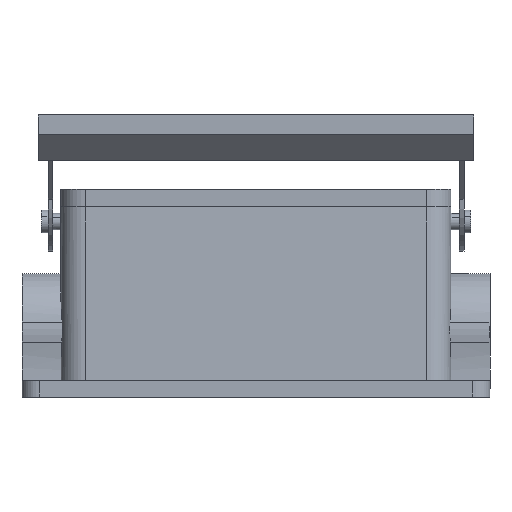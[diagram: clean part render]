
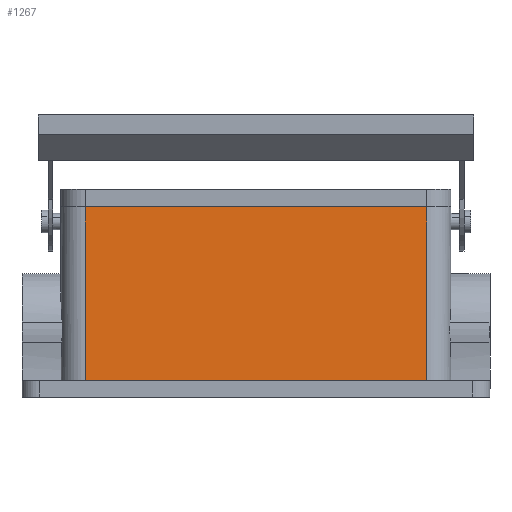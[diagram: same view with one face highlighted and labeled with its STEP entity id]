
A CAD part, left-side view. The second image highlights one B-rep face of the part: STEP entity #1267.
In plain terms, the highlighted planar face has unit normal (-0.999, 0, 0.044).
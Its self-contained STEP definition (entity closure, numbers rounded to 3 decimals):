
#1240=AXIS2_PLACEMENT_3D('Plane Axis2P3D',#1237,#1238,#1239) ;
#513=CARTESIAN_POINT('Line Origine',(18.5,72.,58.5)) ;
#517=CARTESIAN_POINT('Vertex',(18.5,124.5,58.5)) ;
#519=CARTESIAN_POINT('Vertex',(18.5,19.5,58.5)) ;
#1237=CARTESIAN_POINT('Axis2P3D Location',(18.5,72.,58.5)) ;
#1242=CARTESIAN_POINT('Line Origine',(17.332,19.5,31.75)) ;
#1246=CARTESIAN_POINT('Vertex',(16.164,19.5,5.)) ;
#1249=CARTESIAN_POINT('Line Origine',(17.332,124.5,31.75)) ;
#1253=CARTESIAN_POINT('Vertex',(16.164,124.5,5.)) ;
#1256=CARTESIAN_POINT('Line Origine',(16.164,72.,5.)) ;
#514=DIRECTION('Vector Direction',(0.,1.,0.)) ;
#1238=DIRECTION('Axis2P3D Direction',(-0.999,0.,0.044)) ;
#1239=DIRECTION('Axis2P3D XDirection',(0.,1.,0.)) ;
#1243=DIRECTION('Vector Direction',(-0.044,0.,-0.999)) ;
#1250=DIRECTION('Vector Direction',(-0.044,0.,-0.999)) ;
#1257=DIRECTION('Vector Direction',(0.,1.,0.)) ;
#515=VECTOR('Line Direction',#514,1.) ;
#1244=VECTOR('Line Direction',#1243,1.) ;
#1251=VECTOR('Line Direction',#1250,1.) ;
#1258=VECTOR('Line Direction',#1257,1.) ;
#1262=ORIENTED_EDGE('',*,*,#1248,.F.) ;
#1263=ORIENTED_EDGE('',*,*,#521,.F.) ;
#1264=ORIENTED_EDGE('',*,*,#1255,.F.) ;
#1265=ORIENTED_EDGE('',*,*,#1260,.F.) ;
#1267=ADVANCED_FACE('Housing',(#1266),#1241,.T.) ;
#521=EDGE_CURVE('',#518,#520,#516,.F.) ;
#1248=EDGE_CURVE('',#520,#1247,#1245,.T.) ;
#1255=EDGE_CURVE('',#1254,#518,#1252,.F.) ;
#1260=EDGE_CURVE('',#1247,#1254,#1259,.T.) ;
#1261=EDGE_LOOP('',(#1262,#1263,#1264,#1265)) ;
#1266=FACE_OUTER_BOUND('',#1261,.T.) ;
#516=LINE('Line',#513,#515) ;
#1245=LINE('Line',#1242,#1244) ;
#1252=LINE('Line',#1249,#1251) ;
#1259=LINE('Line',#1256,#1258) ;
#1241=PLANE('',#1240) ;
#518=VERTEX_POINT('',#517) ;
#520=VERTEX_POINT('',#519) ;
#1247=VERTEX_POINT('',#1246) ;
#1254=VERTEX_POINT('',#1253) ;
